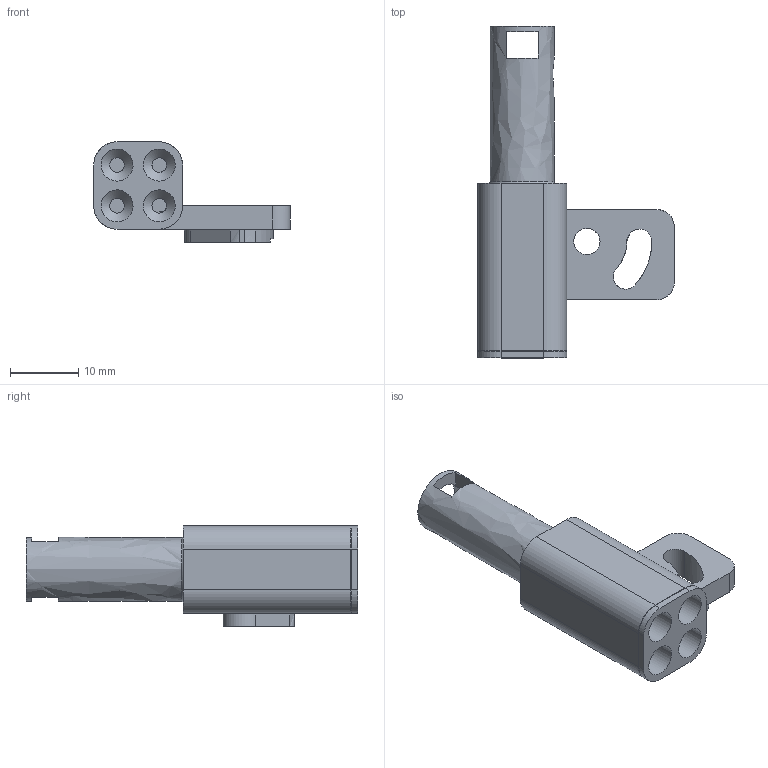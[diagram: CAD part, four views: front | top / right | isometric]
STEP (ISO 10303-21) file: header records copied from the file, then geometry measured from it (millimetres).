
FILE_DESCRIPTION(('FreeCAD Model'),'2;1');
FILE_NAME('Open CASCADE Shape Model','2025-04-26T09:22:56',('FreeCAD'),( 'FreeCAD'),'Open CASCADE STEP processor 7.6','FreeCAD','Unknown');
FILE_SCHEMA(('AUTOMOTIVE_DESIGN { 1 0 10303 214 1 1 1 1 }'));
Length unit declared in the file: millimetre
Products named in the file (1): Open CASCADE STEP translator 7.6 1
Bounding box: 28.7 x 48.47 x 14.67 mm (x, y, z)
Volume: 4943.8 mm3; surface area: 4208.5 mm2
Topology: 1 solids, 1 shells, 120 faces, 312 edges, 204 vertices
Faces by surface type: bspline 120
Entity records: 4854 total; most frequent: CARTESIAN_POINT 3044, ORIENTED_EDGE 624, EDGE_CURVE 312, VERTEX_POINT 204, B_SPLINE_CURVE_WITH_KNOTS 200, FACE_BOUND 138, EDGE_LOOP 138, ADVANCED_FACE 120
